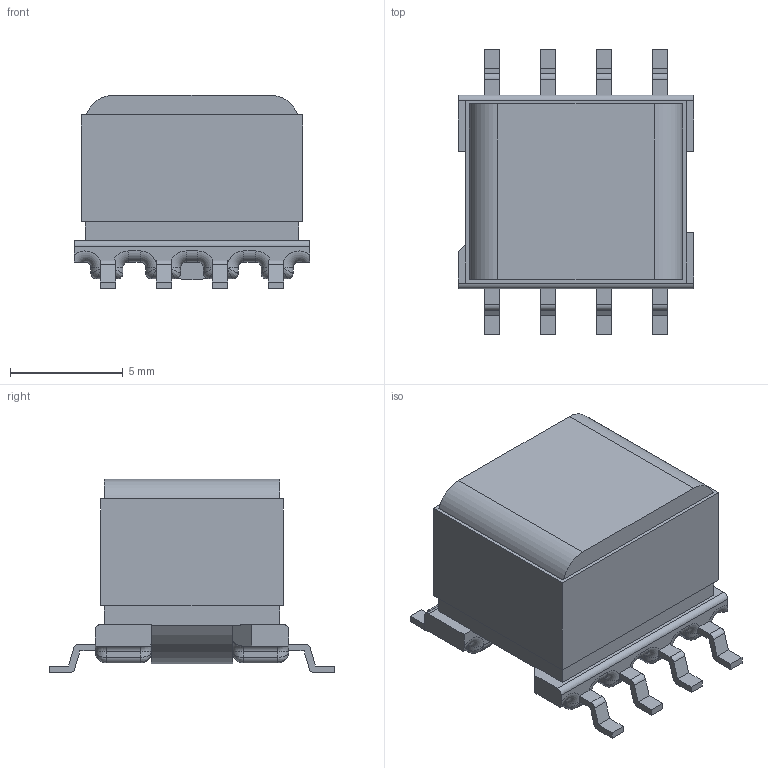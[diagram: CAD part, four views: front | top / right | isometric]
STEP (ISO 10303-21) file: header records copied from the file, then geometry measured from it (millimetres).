
FILE_DESCRIPTION(/* description */ ('Unknown'),/* implementation_level */ '2;1');
FILE_NAME(/* name */ 'T_Wurth_WE-PoE-EP7',/* time_stamp */ '2025-10-22T10:30:57+08:00',/* author */ ('Unknown'),/* organization */ ('Unknown'),/* preprocessor_version */ 'ST-DEVELOPER v19.4',/* originating_system */ 'Solid Edge',/* authorisation */ 'Unknown');
FILE_SCHEMA (('AUTOMOTIVE_DESIGN {1 0 10303 214 3 1 1}'));
Length unit declared in the file: millimetre
Products named in the file (2): T_Wurth_WE-PoE-EP7
Assembly tree (1 placements, depth 2):
  T_Wurth_WE-PoE-EP7
    T_Wurth_WE-PoE-EP7
Bounding box: 10.46 x 12.7 x 8.6 mm (x, y, z)
Volume: 583.8 mm3; surface area: 878.1 mm2
Topology: 1 solids, 1 shells, 353 faces, 935 edges, 552 vertices
Faces by surface type: plane 164, cylinder 125, torus 32, bspline 32
Entity records: 11692 total; most frequent: CARTESIAN_POINT 3408, ORIENTED_EDGE 1806, DIRECTION 1617, EDGE_CURVE 903, AXIS2_PLACEMENT_3D 555, VERTEX_POINT 552, LINE 507, VECTOR 507
